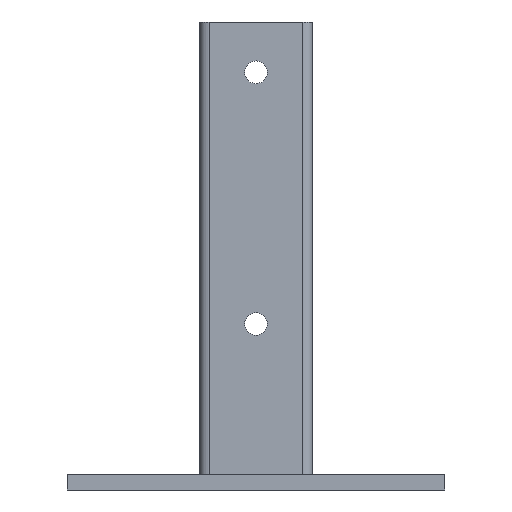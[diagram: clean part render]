
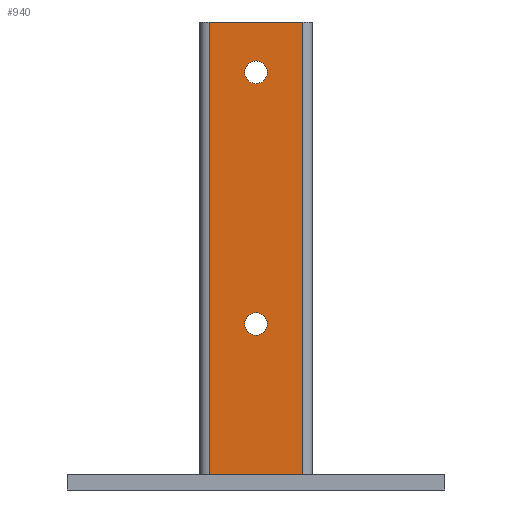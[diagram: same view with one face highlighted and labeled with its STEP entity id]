
A CAD part, left-side view. The second image highlights one B-rep face of the part: STEP entity #940.
In plain terms, the highlighted planar face has unit normal (-1, 0, 0).
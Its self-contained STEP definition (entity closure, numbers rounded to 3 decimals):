
#79 = CARTESIAN_POINT ( 'NONE',  ( -22.5, 0., 60. ) ) ;
#80 = DIRECTION ( 'NONE',  ( 1., 0., 0. ) ) ;
#81 = DIRECTION ( 'NONE',  ( 0., 0., 1. ) ) ;
#117 = VERTEX_POINT ( 'NONE', #881 ) ;
#118 = VERTEX_POINT ( 'NONE', #882 ) ;
#121 = VERTEX_POINT ( 'NONE', #885 ) ;
#122 = VERTEX_POINT ( 'NONE', #886 ) ;
#184 = CARTESIAN_POINT ( 'NONE',  ( -22.5, -18.5, 90. ) ) ;
#185 = DIRECTION ( 'NONE',  ( 0., 0., 1. ) ) ;
#186 = CARTESIAN_POINT ( 'NONE',  ( -22.5, 0., 180. ) ) ;
#187 = DIRECTION ( 'NONE',  ( 0., -1., 0. ) ) ;
#188 = CARTESIAN_POINT ( 'NONE',  ( -22.5, 0., 60. ) ) ;
#189 = DIRECTION ( 'NONE',  ( 1., 0., 0. ) ) ;
#190 = DIRECTION ( 'NONE',  ( 0., 0., 1. ) ) ;
#251 = EDGE_CURVE ( 'NONE', #118, #117, #1400, .T. ) ;
#277 = EDGE_CURVE ( 'NONE', #1523, #1524, #1378, .T. ) ;
#278 = EDGE_CURVE ( 'NONE', #1521, #1524, #1375, .T. ) ;
#290 = EDGE_CURVE ( 'NONE', #1521, #1522, #1357, .T. ) ;
#291 = EDGE_CURVE ( 'NONE', #1523, #1522, #1354, .T. ) ;
#292 = EDGE_CURVE ( 'NONE', #117, #118, #1352, .T. ) ;
#297 = EDGE_CURVE ( 'NONE', #121, #122, #1345, .T. ) ;
#310 = EDGE_CURVE ( 'NONE', #122, #121, #1329, .T. ) ;
#331 = CARTESIAN_POINT ( 'NONE',  ( -22.5, 0., 160. ) ) ;
#332 = DIRECTION ( 'NONE',  ( 1., 0., 0. ) ) ;
#333 = DIRECTION ( 'NONE',  ( 0., 0., 1. ) ) ;
#390 = CARTESIAN_POINT ( 'NONE',  ( -22.5, 18.5, 90. ) ) ;
#391 = DIRECTION ( 'NONE',  ( 0., 0., -1. ) ) ;
#392 = CARTESIAN_POINT ( 'NONE',  ( -22.5, 0., 0. ) ) ;
#393 = DIRECTION ( 'NONE',  ( 0., 1., 0. ) ) ;
#429 = ORIENTED_EDGE ( 'NONE', *, *, #251, .T. ) ;
#430 = ORIENTED_EDGE ( 'NONE', *, *, #292, .T. ) ;
#431 = ORIENTED_EDGE ( 'NONE', *, *, #310, .T. ) ;
#432 = ORIENTED_EDGE ( 'NONE', *, *, #297, .T. ) ;
#433 = ORIENTED_EDGE ( 'NONE', *, *, #290, .T. ) ;
#434 = ORIENTED_EDGE ( 'NONE', *, *, #291, .F. ) ;
#435 = ORIENTED_EDGE ( 'NONE', *, *, #277, .T. ) ;
#436 = ORIENTED_EDGE ( 'NONE', *, *, #278, .F. ) ;
#536 = CARTESIAN_POINT ( 'NONE',  ( -22.5, 0., 160. ) ) ;
#537 = DIRECTION ( 'NONE',  ( 1., 0., 0. ) ) ;
#538 = DIRECTION ( 'NONE',  ( 0., 0., 1. ) ) ;
#610 = CARTESIAN_POINT ( 'NONE',  ( -22.5, -18.5, 0. ) ) ;
#611 = CARTESIAN_POINT ( 'NONE',  ( -22.5, -18.5, 180. ) ) ;
#612 = CARTESIAN_POINT ( 'NONE',  ( -22.5, 18.5, 180. ) ) ;
#613 = CARTESIAN_POINT ( 'NONE',  ( -22.5, 18.5, 0. ) ) ;
#661 = PLANE ( 'NONE',  #1529 ) ;
#662 = CARTESIAN_POINT ( 'NONE',  ( -22.5, -18.5, 0. ) ) ;
#663 = DIRECTION ( 'NONE',  ( -1., 0., 0. ) ) ;
#664 = DIRECTION ( 'NONE',  ( 0., 0., 1. ) ) ;
#708 = AXIS2_PLACEMENT_3D ( 'NONE', #331, #332, #333 ) ;
#734 = AXIS2_PLACEMENT_3D ( 'NONE', #536, #537, #538 ) ;
#738 = AXIS2_PLACEMENT_3D ( 'NONE', #188, #189, #190 ) ;
#754 = AXIS2_PLACEMENT_3D ( 'NONE', #79, #80, #81 ) ;
#881 = CARTESIAN_POINT ( 'NONE',  ( -22.5, 0., 55.5 ) ) ;
#882 = CARTESIAN_POINT ( 'NONE',  ( -22.5, 0., 64.5 ) ) ;
#885 = CARTESIAN_POINT ( 'NONE',  ( -22.5, 0., 155.5 ) ) ;
#886 = CARTESIAN_POINT ( 'NONE',  ( -22.5, 0., 164.5 ) ) ;
#940 = ADVANCED_FACE ( 'NONE', ( #1090, #1089, #1088 ), #661, .T. ) ;
#971 = EDGE_LOOP ( 'NONE', ( #431, #432 ) ) ;
#972 = EDGE_LOOP ( 'NONE', ( #429, #430 ) ) ;
#974 = EDGE_LOOP ( 'NONE', ( #433, #434, #435, #436 ) ) ;
#1088 = FACE_OUTER_BOUND ( 'NONE', #974, .T. ) ;
#1089 = FACE_BOUND ( 'NONE', #971, .T. ) ;
#1090 = FACE_BOUND ( 'NONE', #972, .T. ) ;
#1329 = CIRCLE ( 'NONE', #708, 4.5 ) ;
#1345 = CIRCLE ( 'NONE', #734, 4.5 ) ;
#1352 = CIRCLE ( 'NONE', #738, 4.5 ) ;
#1353 = VECTOR ( 'NONE', #187, 1000. ) ;
#1354 = LINE ( 'NONE', #186, #1353 ) ;
#1355 = VECTOR ( 'NONE', #185, 1000. ) ;
#1357 = LINE ( 'NONE', #184, #1355 ) ;
#1374 = VECTOR ( 'NONE', #393, 1000. ) ;
#1375 = LINE ( 'NONE', #392, #1374 ) ;
#1376 = VECTOR ( 'NONE', #391, 1000. ) ;
#1378 = LINE ( 'NONE', #390, #1376 ) ;
#1400 = CIRCLE ( 'NONE', #754, 4.5 ) ;
#1521 = VERTEX_POINT ( 'NONE', #610 ) ;
#1522 = VERTEX_POINT ( 'NONE', #611 ) ;
#1523 = VERTEX_POINT ( 'NONE', #612 ) ;
#1524 = VERTEX_POINT ( 'NONE', #613 ) ;
#1529 = AXIS2_PLACEMENT_3D ( 'NONE', #662, #663, #664 ) ;
